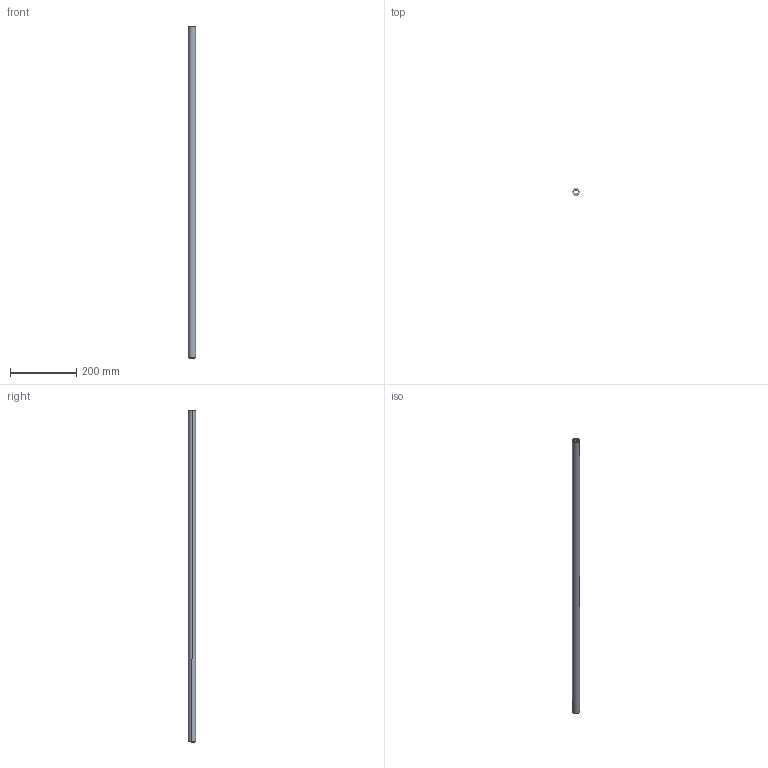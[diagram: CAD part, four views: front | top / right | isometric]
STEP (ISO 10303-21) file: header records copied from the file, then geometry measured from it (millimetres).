
FILE_DESCRIPTION (( 'STEP AP214' ), '1' );
FILE_NAME ('POLE22-1000AN.step', '2018-07-03T12:00:21', ( '' ), ( '' ), 'SwSTEP 2.0', 'SolidWorks 2017', '' );
FILE_SCHEMA (( 'AUTOMOTIVE_DESIGN' ));
Length unit declared in the file: inch
Products named in the file (1): POLE22-1000AN
Bounding box: 21.7 x 21.7 x 1000 mm (x, y, z)
Volume: 195727.4 mm3; surface area: 133240.7 mm2
Topology: 1 solids, 1 shells, 8 faces, 16 edges, 10 vertices
Faces by surface type: bspline 4, cylinder 2, plane 2
Entity records: 838 total; most frequent: CARTESIAN_POINT 655, ORIENTED_EDGE 32, DIRECTION 24, EDGE_CURVE 16, EDGE_LOOP 10, VERTEX_POINT 10, AXIS2_PLACEMENT_3D 9, ADVANCED_FACE 8
